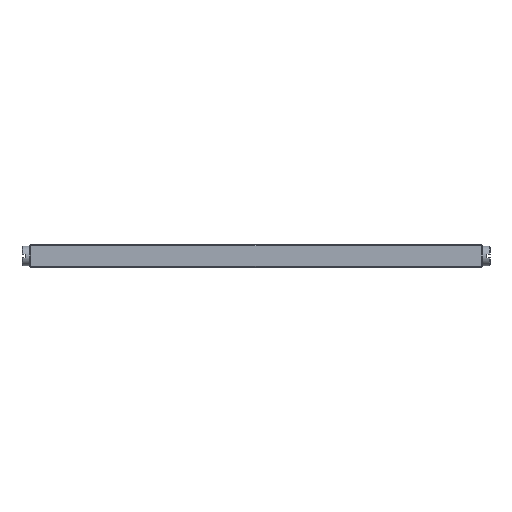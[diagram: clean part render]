
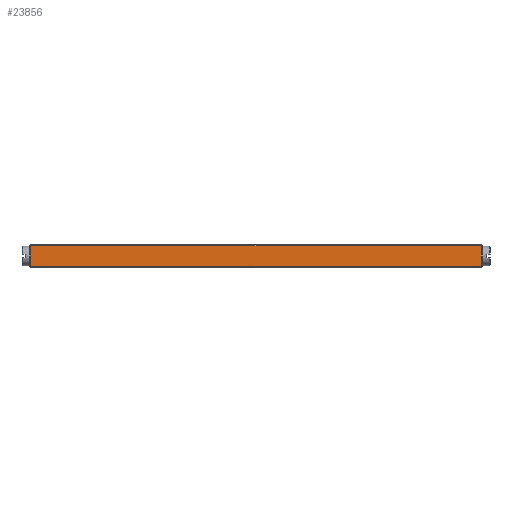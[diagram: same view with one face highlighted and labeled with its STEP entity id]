
A CAD part, front view. The second image highlights one B-rep face of the part: STEP entity #23856.
In plain terms, the highlighted planar face has unit normal (0, -1, 0).
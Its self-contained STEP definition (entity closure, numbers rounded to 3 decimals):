
#6125=LINE('',#93792,#11121);
#6126=LINE('',#93795,#11122);
#6127=LINE('',#93797,#11123);
#6128=LINE('',#93799,#11124);
#11121=VECTOR('',#76507,1.);
#11122=VECTOR('',#76508,1.);
#11123=VECTOR('',#76509,1.);
#11124=VECTOR('',#76510,1.);
#23856=ADVANCED_FACE('',(#28352),#25864,.T.);
#25864=PLANE('',#64817);
#28352=FACE_OUTER_BOUND('',#31689,.T.);
#31689=EDGE_LOOP('',(#43932,#43933,#43934,#43935));
#43932=ORIENTED_EDGE('',*,*,#58034,.T.);
#43933=ORIENTED_EDGE('',*,*,#58035,.T.);
#43934=ORIENTED_EDGE('',*,*,#58036,.T.);
#43935=ORIENTED_EDGE('',*,*,#58037,.T.);
#51232=VERTEX_POINT('',#93793);
#51233=VERTEX_POINT('',#93794);
#51234=VERTEX_POINT('',#93796);
#51235=VERTEX_POINT('',#93798);
#58034=EDGE_CURVE('',#51232,#51233,#6125,.T.);
#58035=EDGE_CURVE('',#51233,#51234,#6126,.T.);
#58036=EDGE_CURVE('',#51234,#51235,#6127,.T.);
#58037=EDGE_CURVE('',#51235,#51232,#6128,.T.);
#64817=AXIS2_PLACEMENT_3D('',#93800,#76511,#76512);
#76507=DIRECTION('',(-1.,0.,0.));
#76508=DIRECTION('',(0.,0.,-1.));
#76509=DIRECTION('',(1.,0.,0.));
#76510=DIRECTION('',(0.,0.,1.));
#76511=DIRECTION('',(0.,-1.,0.));
#76512=DIRECTION('',(0.,0.,1.));
#93792=CARTESIAN_POINT('',(60.,-3.95,5.65));
#93793=CARTESIAN_POINT('',(119.725,-3.95,5.65));
#93794=CARTESIAN_POINT('',(0.275,-3.95,5.65));
#93795=CARTESIAN_POINT('',(0.275,-3.95,-0.05));
#93796=CARTESIAN_POINT('',(0.275,-3.95,0.25));
#93797=CARTESIAN_POINT('',(60.,-3.95,0.25));
#93798=CARTESIAN_POINT('',(119.725,-3.95,0.25));
#93799=CARTESIAN_POINT('',(119.725,-3.95,-0.05));
#93800=CARTESIAN_POINT('',(60.,-3.95,-0.05));
